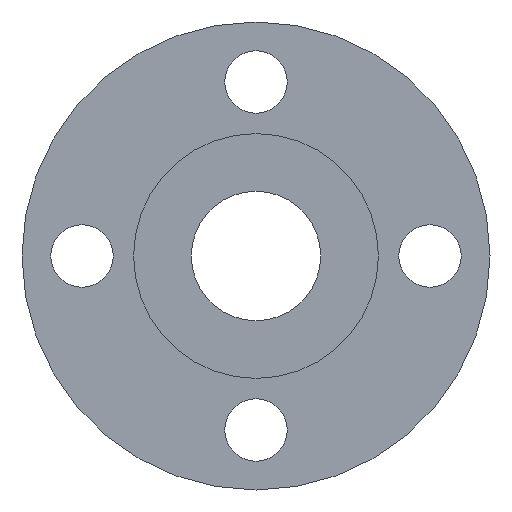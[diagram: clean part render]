
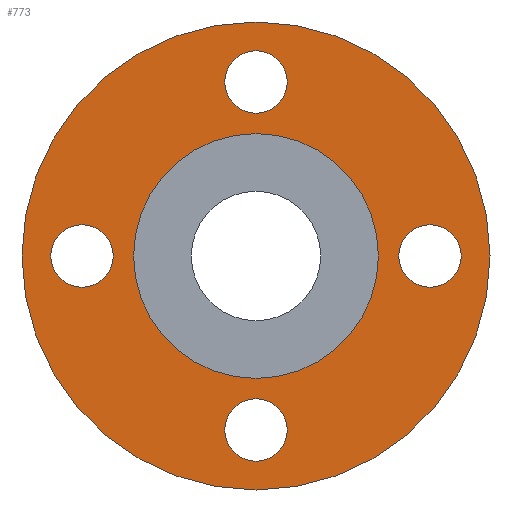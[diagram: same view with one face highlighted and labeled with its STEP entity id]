
A CAD part, front view. The second image highlights one B-rep face of the part: STEP entity #773.
In plain terms, the highlighted planar face has unit normal (0, -1, 0).
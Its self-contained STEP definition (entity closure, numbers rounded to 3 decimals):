
#8 = AXIS2_PLACEMENT_3D ( 'NONE', #246, #535, #427 ) ;
#18 = EDGE_CURVE ( 'NONE', #285, #211, #114, .T. ) ;
#23 = VERTEX_POINT ( 'NONE', #462 ) ;
#26 = CARTESIAN_POINT ( 'NONE',  ( 0., 3., 0. ) ) ;
#29 = CIRCLE ( 'NONE', #545, 13. ) ;
#30 = CIRCLE ( 'NONE', #8, 13. ) ;
#32 = VERTEX_POINT ( 'NONE', #133 ) ;
#33 = ORIENTED_EDGE ( 'NONE', *, *, #45, .F. ) ;
#45 = EDGE_CURVE ( 'NONE', #775, #463, #442, .T. ) ;
#47 = AXIS2_PLACEMENT_3D ( 'NONE', #72, #323, #563 ) ;
#50 = CARTESIAN_POINT ( 'NONE',  ( 0., 3., 51. ) ) ;
#66 = DIRECTION ( 'NONE',  ( 0., 0., -1. ) ) ;
#72 = CARTESIAN_POINT ( 'NONE',  ( 0., 3., -72.5 ) ) ;
#85 = CARTESIAN_POINT ( 'NONE',  ( 0., 3., -97.5 ) ) ;
#86 = DIRECTION ( 'NONE',  ( 0., 0., 1. ) ) ;
#88 = EDGE_CURVE ( 'NONE', #211, #285, #220, .T. ) ;
#106 = DIRECTION ( 'NONE',  ( 0., 1., 0. ) ) ;
#107 = DIRECTION ( 'NONE',  ( 0., 0., -1. ) ) ;
#114 = CIRCLE ( 'NONE', #260, 97.5 ) ;
#133 = CARTESIAN_POINT ( 'NONE',  ( 0., 3., -59.5 ) ) ;
#168 = EDGE_CURVE ( 'NONE', #32, #23, #329, .T. ) ;
#182 = DIRECTION ( 'NONE',  ( 0., 0., 1. ) ) ;
#185 = AXIS2_PLACEMENT_3D ( 'NONE', #201, #619, #191 ) ;
#186 = CARTESIAN_POINT ( 'NONE',  ( 0., 3., 0. ) ) ;
#187 = DIRECTION ( 'NONE',  ( 0., -1., 0. ) ) ;
#191 = DIRECTION ( 'NONE',  ( 0., 0., -1. ) ) ;
#192 = AXIS2_PLACEMENT_3D ( 'NONE', #301, #293, #539 ) ;
#198 = AXIS2_PLACEMENT_3D ( 'NONE', #256, #503, #440 ) ;
#200 = CARTESIAN_POINT ( 'NONE',  ( 0., 3., 72.5 ) ) ;
#201 = CARTESIAN_POINT ( 'NONE',  ( 72.5, 3., 0. ) ) ;
#211 = VERTEX_POINT ( 'NONE', #85 ) ;
#219 = ORIENTED_EDGE ( 'NONE', *, *, #493, .F. ) ;
#220 = CIRCLE ( 'NONE', #198, 97.5 ) ;
#225 = EDGE_LOOP ( 'NONE', ( #681, #235 ) ) ;
#228 = CARTESIAN_POINT ( 'NONE',  ( 0., 3., 0. ) ) ;
#235 = ORIENTED_EDGE ( 'NONE', *, *, #459, .F. ) ;
#246 = CARTESIAN_POINT ( 'NONE',  ( 72.5, 3., 0. ) ) ;
#256 = CARTESIAN_POINT ( 'NONE',  ( 0., 3., 0. ) ) ;
#258 = AXIS2_PLACEMENT_3D ( 'NONE', #186, #682, #534 ) ;
#260 = AXIS2_PLACEMENT_3D ( 'NONE', #26, #582, #86 ) ;
#267 = CARTESIAN_POINT ( 'NONE',  ( 0., 3., 97.5 ) ) ;
#271 = ORIENTED_EDGE ( 'NONE', *, *, #420, .T. ) ;
#285 = VERTEX_POINT ( 'NONE', #267 ) ;
#291 = VERTEX_POINT ( 'NONE', #389 ) ;
#292 = AXIS2_PLACEMENT_3D ( 'NONE', #800, #423, #536 ) ;
#293 = DIRECTION ( 'NONE',  ( 0., -1., 0. ) ) ;
#294 = PLANE ( 'NONE',  #509 ) ;
#295 = CARTESIAN_POINT ( 'NONE',  ( 72.5, 3., 13. ) ) ;
#301 = CARTESIAN_POINT ( 'NONE',  ( -72.5, 3., 0. ) ) ;
#323 = DIRECTION ( 'NONE',  ( 0., -1., 0. ) ) ;
#329 = CIRCLE ( 'NONE', #47, 13. ) ;
#337 = EDGE_CURVE ( 'NONE', #466, #291, #349, .T. ) ;
#341 = VERTEX_POINT ( 'NONE', #608 ) ;
#349 = CIRCLE ( 'NONE', #192, 13. ) ;
#350 = EDGE_LOOP ( 'NONE', ( #271, #368 ) ) ;
#354 = ORIENTED_EDGE ( 'NONE', *, *, #625, .F. ) ;
#357 = DIRECTION ( 'NONE',  ( 0., 0., -1. ) ) ;
#368 = ORIENTED_EDGE ( 'NONE', *, *, #755, .T. ) ;
#383 = AXIS2_PLACEMENT_3D ( 'NONE', #228, #106, #182 ) ;
#389 = CARTESIAN_POINT ( 'NONE',  ( -72.5, 3., 13. ) ) ;
#417 = FACE_BOUND ( 'NONE', #546, .T. ) ;
#420 = EDGE_CURVE ( 'NONE', #741, #341, #498, .T. ) ;
#423 = DIRECTION ( 'NONE',  ( 0., -1., 0. ) ) ;
#427 = DIRECTION ( 'NONE',  ( 0., 0., -1. ) ) ;
#433 = CARTESIAN_POINT ( 'NONE',  ( 0., 3., 51. ) ) ;
#440 = DIRECTION ( 'NONE',  ( 0., 0., 1. ) ) ;
#442 = CIRCLE ( 'NONE', #756, 13. ) ;
#444 = DIRECTION ( 'NONE',  ( 0., 0., -1. ) ) ;
#449 = VERTEX_POINT ( 'NONE', #295 ) ;
#459 = EDGE_CURVE ( 'NONE', #291, #466, #532, .T. ) ;
#462 = CARTESIAN_POINT ( 'NONE',  ( 0., 3., -85.5 ) ) ;
#463 = VERTEX_POINT ( 'NONE', #729 ) ;
#466 = VERTEX_POINT ( 'NONE', #734 ) ;
#478 = EDGE_LOOP ( 'NONE', ( #527, #717 ) ) ;
#485 = CARTESIAN_POINT ( 'NONE',  ( 0., 3., -72.5 ) ) ;
#493 = EDGE_CURVE ( 'NONE', #463, #775, #525, .T. ) ;
#498 = CIRCLE ( 'NONE', #258, 51. ) ;
#503 = DIRECTION ( 'NONE',  ( 0., 1., 0. ) ) ;
#509 = AXIS2_PLACEMENT_3D ( 'NONE', #433, #743, #357 ) ;
#515 = VERTEX_POINT ( 'NONE', #529 ) ;
#525 = CIRCLE ( 'NONE', #680, 13. ) ;
#527 = ORIENTED_EDGE ( 'NONE', *, *, #18, .F. ) ;
#529 = CARTESIAN_POINT ( 'NONE',  ( 72.5, 3., -13. ) ) ;
#532 = CIRCLE ( 'NONE', #292, 13. ) ;
#534 = DIRECTION ( 'NONE',  ( 0., 0., 1. ) ) ;
#535 = DIRECTION ( 'NONE',  ( 0., -1., 0. ) ) ;
#536 = DIRECTION ( 'NONE',  ( 0., 0., -1. ) ) ;
#539 = DIRECTION ( 'NONE',  ( 0., 0., -1. ) ) ;
#545 = AXIS2_PLACEMENT_3D ( 'NONE', #485, #187, #66 ) ;
#546 = EDGE_LOOP ( 'NONE', ( #771, #605 ) ) ;
#563 = DIRECTION ( 'NONE',  ( 0., 0., -1. ) ) ;
#582 = DIRECTION ( 'NONE',  ( 0., 1., 0. ) ) ;
#591 = DIRECTION ( 'NONE',  ( 0., -1., 0. ) ) ;
#602 = FACE_BOUND ( 'NONE', #350, .T. ) ;
#605 = ORIENTED_EDGE ( 'NONE', *, *, #168, .F. ) ;
#608 = CARTESIAN_POINT ( 'NONE',  ( 0., 3., -51. ) ) ;
#619 = DIRECTION ( 'NONE',  ( 0., -1., 0. ) ) ;
#625 = EDGE_CURVE ( 'NONE', #449, #515, #783, .T. ) ;
#649 = EDGE_LOOP ( 'NONE', ( #219, #33 ) ) ;
#666 = CARTESIAN_POINT ( 'NONE',  ( 0., 3., 85.5 ) ) ;
#678 = FACE_BOUND ( 'NONE', #726, .T. ) ;
#680 = AXIS2_PLACEMENT_3D ( 'NONE', #725, #591, #107 ) ;
#681 = ORIENTED_EDGE ( 'NONE', *, *, #337, .F. ) ;
#682 = DIRECTION ( 'NONE',  ( 0., 1., 0. ) ) ;
#717 = ORIENTED_EDGE ( 'NONE', *, *, #88, .F. ) ;
#724 = FACE_BOUND ( 'NONE', #649, .T. ) ;
#725 = CARTESIAN_POINT ( 'NONE',  ( 0., 3., 72.5 ) ) ;
#726 = EDGE_LOOP ( 'NONE', ( #766, #354 ) ) ;
#729 = CARTESIAN_POINT ( 'NONE',  ( 0., 3., 59.5 ) ) ;
#733 = CIRCLE ( 'NONE', #383, 51. ) ;
#734 = CARTESIAN_POINT ( 'NONE',  ( -72.5, 3., -13. ) ) ;
#739 = FACE_BOUND ( 'NONE', #225, .T. ) ;
#741 = VERTEX_POINT ( 'NONE', #50 ) ;
#743 = DIRECTION ( 'NONE',  ( 0., -1., 0. ) ) ;
#753 = DIRECTION ( 'NONE',  ( 0., -1., 0. ) ) ;
#755 = EDGE_CURVE ( 'NONE', #341, #741, #733, .T. ) ;
#756 = AXIS2_PLACEMENT_3D ( 'NONE', #200, #753, #444 ) ;
#766 = ORIENTED_EDGE ( 'NONE', *, *, #769, .F. ) ;
#769 = EDGE_CURVE ( 'NONE', #515, #449, #30, .T. ) ;
#771 = ORIENTED_EDGE ( 'NONE', *, *, #794, .F. ) ;
#773 = ADVANCED_FACE ( 'NONE', ( #678, #724, #739, #417, #602, #791 ), #294, .T. ) ;
#775 = VERTEX_POINT ( 'NONE', #666 ) ;
#783 = CIRCLE ( 'NONE', #185, 13. ) ;
#791 = FACE_OUTER_BOUND ( 'NONE', #478, .T. ) ;
#794 = EDGE_CURVE ( 'NONE', #23, #32, #29, .T. ) ;
#800 = CARTESIAN_POINT ( 'NONE',  ( -72.5, 3., 0. ) ) ;
